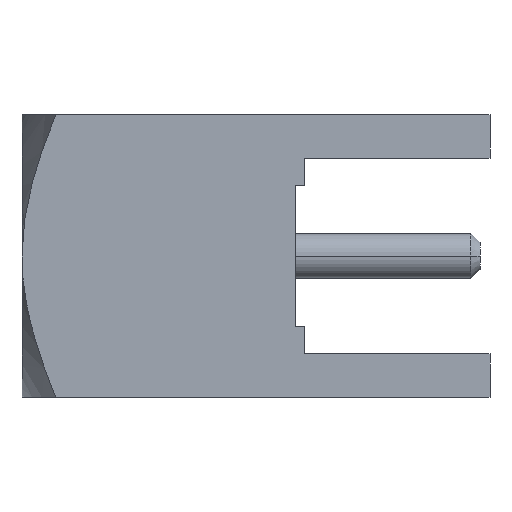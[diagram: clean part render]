
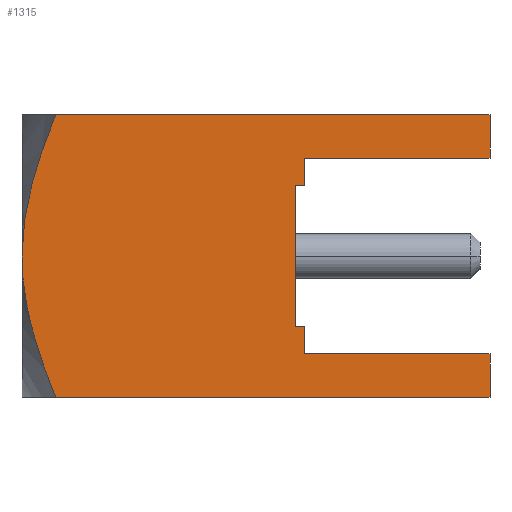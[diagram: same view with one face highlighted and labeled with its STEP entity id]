
A CAD part, front view. The second image highlights one B-rep face of the part: STEP entity #1315.
In plain terms, the highlighted planar face has unit normal (0, -1, 0).
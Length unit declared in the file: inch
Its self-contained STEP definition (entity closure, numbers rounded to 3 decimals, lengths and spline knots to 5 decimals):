
#63=DIRECTION('',(1.,0.,0.));
#64=VECTOR('',#63,0.36309);
#65=CARTESIAN_POINT('',(0.02825,-0.11811,
0.11811));
#66=LINE('',#65,#64);
#67=DIRECTION('',(1.,0.,0.));
#68=VECTOR('',#67,0.00787);
#69=CARTESIAN_POINT('',(0.22835,-0.11811,
-0.05906));
#70=LINE('',#69,#68);
#71=DIRECTION('',(1.,0.,0.));
#72=VECTOR('',#71,0.15512);
#73=CARTESIAN_POINT('',(0.23622,-0.11811,
-0.08189));
#74=LINE('',#73,#72);
#75=DIRECTION('',(-1.,0.,0.));
#76=VECTOR('',#75,0.36309);
#77=CARTESIAN_POINT('',(0.39134,-0.11811,
-0.11811));
#78=LINE('',#77,#76);
#79=CARTESIAN_POINT('',(0.,-0.11811,
0.));
#80=CARTESIAN_POINT('',(0.,-0.11811,
-0.00334));
#81=CARTESIAN_POINT('',(0.00016,-0.11811,
-0.01));
#82=CARTESIAN_POINT('',(0.00089,-0.11811,
-0.01997));
#83=CARTESIAN_POINT('',(0.00208,-0.11811,
-0.02992));
#84=CARTESIAN_POINT('',(0.00371,-0.11811,
-0.03986));
#85=CARTESIAN_POINT('',(0.00576,-0.11811,
-0.04985));
#86=CARTESIAN_POINT('',(0.00823,-0.11811,
-0.05997));
#87=CARTESIAN_POINT('',(0.01112,-0.11811,
-0.07034));
#88=CARTESIAN_POINT('',(0.01448,-0.11811,
-0.08111));
#89=CARTESIAN_POINT('',(0.01835,-0.11811,
-0.09245));
#90=CARTESIAN_POINT('',(0.02284,-0.11811,
-0.1046));
#91=CARTESIAN_POINT('',(0.02636,-0.11811,
-0.11349));
#92=CARTESIAN_POINT('',(0.02825,-0.11811,
-0.11811));
#94=CARTESIAN_POINT('',(0.02825,-0.11811,
0.11811));
#95=CARTESIAN_POINT('',(0.02636,-0.11811,
0.11349));
#96=CARTESIAN_POINT('',(0.02284,-0.11811,
0.1046));
#97=CARTESIAN_POINT('',(0.01835,-0.11811,
0.09245));
#98=CARTESIAN_POINT('',(0.01448,-0.11811,
0.08111));
#99=CARTESIAN_POINT('',(0.01112,-0.11811,
0.07035));
#100=CARTESIAN_POINT('',(0.00823,-0.11811,
0.05997));
#101=CARTESIAN_POINT('',(0.00576,-0.11811,
0.04985));
#102=CARTESIAN_POINT('',(0.00371,-0.11811,
0.03986));
#103=CARTESIAN_POINT('',(0.00208,-0.11811,
0.02992));
#104=CARTESIAN_POINT('',(0.00089,-0.11811,
0.01997));
#105=CARTESIAN_POINT('',(0.00016,-0.11811,
0.01));
#106=CARTESIAN_POINT('',(0.,-0.11811,
0.00334));
#107=CARTESIAN_POINT('',(0.,-0.11811,
0.));
#126=CARTESIAN_POINT('',(0.02825,-0.11811,
0.11811));
#167=DIRECTION('',(0.,0.,-1.));
#168=VECTOR('',#167,0.02283);
#169=CARTESIAN_POINT('',(0.23622,-0.11811,
0.08189));
#170=LINE('',#169,#168);
#171=DIRECTION('',(1.,0.,0.));
#172=VECTOR('',#171,0.15512);
#173=CARTESIAN_POINT('',(0.23622,-0.11811,
0.08189));
#174=LINE('',#173,#172);
#175=DIRECTION('',(0.,0.,-1.));
#176=VECTOR('',#175,0.03622);
#177=CARTESIAN_POINT('',(0.39134,-0.11811,
0.11811));
#178=LINE('',#177,#176);
#243=DIRECTION('',(0.,0.,-1.));
#244=VECTOR('',#243,0.11811);
#245=CARTESIAN_POINT('',(0.22835,-0.11811,
0.05906));
#246=LINE('',#245,#244);
#257=DIRECTION('',(1.,0.,0.));
#258=VECTOR('',#257,0.00787);
#259=CARTESIAN_POINT('',(0.22835,-0.11811,
0.05906));
#260=LINE('',#259,#258);
#835=DIRECTION('',(0.,0.,-1.));
#836=VECTOR('',#835,0.02283);
#837=CARTESIAN_POINT('',(0.23622,-0.11811,
-0.05906));
#838=LINE('',#837,#836);
#859=DIRECTION('',(0.,0.,-1.));
#860=VECTOR('',#859,0.03622);
#861=CARTESIAN_POINT('',(0.39134,-0.11811,
-0.08189));
#862=LINE('',#861,#860);
#981=CARTESIAN_POINT('',(0.,-0.11811,0.));
#982=VERTEX_POINT('',#981);
#984=VERTEX_POINT('',#126);
#985=VERTEX_POINT('',#92);
#987=CARTESIAN_POINT('',(0.23622,-0.11811,
0.05906));
#989=VERTEX_POINT('',#987);
#997=CARTESIAN_POINT('',(0.23622,-0.11811,
-0.05906));
#998=VERTEX_POINT('',#997);
#1011=CARTESIAN_POINT('',(0.22835,-0.11811,
0.05906));
#1013=VERTEX_POINT('',#1011);
#1021=CARTESIAN_POINT('',(0.22835,-0.11811,
-0.05906));
#1022=VERTEX_POINT('',#1021);
#1051=CARTESIAN_POINT('',(0.39134,-0.11811,
-0.11811));
#1053=VERTEX_POINT('',#1051);
#1057=CARTESIAN_POINT('',(0.39134,-0.11811,
-0.08189));
#1058=VERTEX_POINT('',#1057);
#1059=CARTESIAN_POINT('',(0.39134,-0.11811,
0.11811));
#1060=CARTESIAN_POINT('',(0.39134,-0.11811,
0.08189));
#1061=VERTEX_POINT('',#1059);
#1062=VERTEX_POINT('',#1060);
#1083=CARTESIAN_POINT('',(0.23622,-0.11811,
-0.08189));
#1084=VERTEX_POINT('',#1083);
#1085=CARTESIAN_POINT('',(0.23622,-0.11811,
0.08189));
#1087=VERTEX_POINT('',#1085);
#1283=CARTESIAN_POINT('',(0.,-0.11811,0.11811));
#1284=DIRECTION('',(0.,-1.,0.));
#1285=DIRECTION('',(0.,0.,-1.));
#1286=AXIS2_PLACEMENT_3D('',#1283,#1284,#1285);
#1287=PLANE('',#1286);
#1289=ORIENTED_EDGE('',*,*,#1288,.T.);
#1291=ORIENTED_EDGE('',*,*,#1290,.T.);
#1293=ORIENTED_EDGE('',*,*,#1292,.F.);
#1295=ORIENTED_EDGE('',*,*,#1294,.T.);
#1297=ORIENTED_EDGE('',*,*,#1296,.F.);
#1299=ORIENTED_EDGE('',*,*,#1298,.T.);
#1301=ORIENTED_EDGE('',*,*,#1300,.T.);
#1303=ORIENTED_EDGE('',*,*,#1302,.T.);
#1305=ORIENTED_EDGE('',*,*,#1304,.T.);
#1307=ORIENTED_EDGE('',*,*,#1306,.T.);
#1308=ORIENTED_EDGE('',*,*,#1255,.T.);
#1310=ORIENTED_EDGE('',*,*,#1309,.F.);
#1312=ORIENTED_EDGE('',*,*,#1311,.F.);
#1313=EDGE_LOOP('',(#1289,#1291,#1293,#1295,#1297,#1299,#1301,#1303,#1305,#1307,
#1308,#1310,#1312));
#1314=FACE_OUTER_BOUND('',#1313,.F.);
#1315=ADVANCED_FACE('',(#1314),#1287,.T.);
#93=B_SPLINE_CURVE_WITH_KNOTS('',3,(#79,#80,#81,#82,#83,#84,#85,#86,#87,#88,#89,
#90,#91,#92),.UNSPECIFIED.,.F.,.F.,(4,1,1,1,1,1,1,1,1,1,1,4),(0.,
0.09091,0.18182,0.27273,0.36364,
0.45455,0.54545,0.63636,0.72727,
0.81818,0.90909,1.),.UNSPECIFIED.);
#108=B_SPLINE_CURVE_WITH_KNOTS('',3,(#94,#95,#96,#97,#98,#99,#100,#101,#102,
#103,#104,#105,#106,#107),.UNSPECIFIED.,.F.,.F.,(4,1,1,1,1,1,1,1,1,1,1,4),(0.,
0.09091,0.18182,0.27273,0.36364,
0.45455,0.54545,0.63636,0.72727,
0.81818,0.90909,1.),.UNSPECIFIED.);
#1255=EDGE_CURVE('',#1053,#985,#78,.T.);
#1288=EDGE_CURVE('',#984,#1061,#66,.T.);
#1290=EDGE_CURVE('',#1061,#1062,#178,.T.);
#1292=EDGE_CURVE('',#1087,#1062,#174,.T.);
#1294=EDGE_CURVE('',#1087,#989,#170,.T.);
#1296=EDGE_CURVE('',#1013,#989,#260,.T.);
#1298=EDGE_CURVE('',#1013,#1022,#246,.T.);
#1300=EDGE_CURVE('',#1022,#998,#70,.T.);
#1302=EDGE_CURVE('',#998,#1084,#838,.T.);
#1304=EDGE_CURVE('',#1084,#1058,#74,.T.);
#1306=EDGE_CURVE('',#1058,#1053,#862,.T.);
#1309=EDGE_CURVE('',#982,#985,#93,.T.);
#1311=EDGE_CURVE('',#984,#982,#108,.T.);
